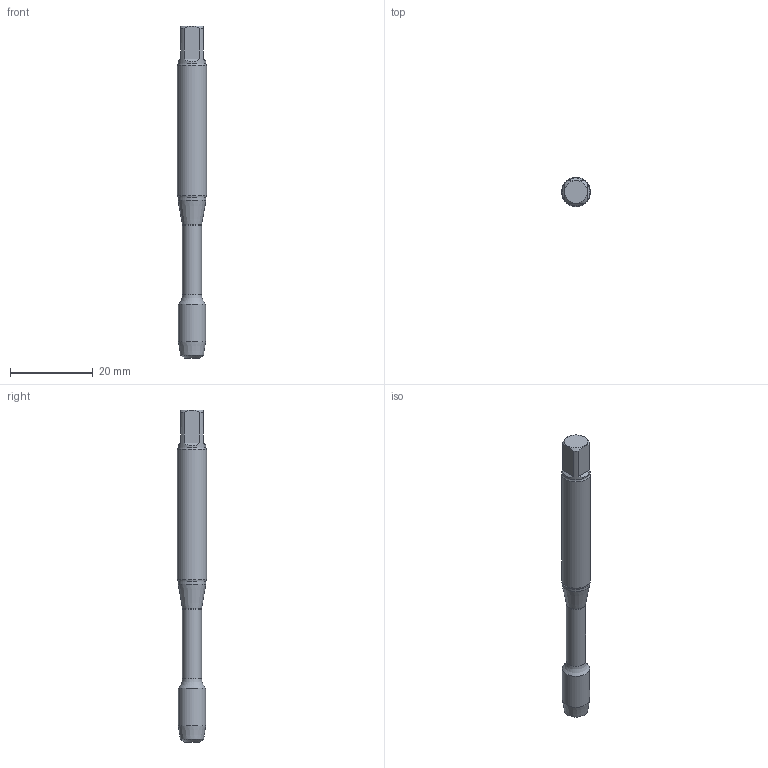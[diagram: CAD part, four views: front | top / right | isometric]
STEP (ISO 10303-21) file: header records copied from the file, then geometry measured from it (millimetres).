
FILE_DESCRIPTION(/* description */ (''),/* implementation_level */ '2;1');
FILE_NAME(/* name */ 'T33-FSN08C03-1(4-20-22R.stp',/* time_stamp */ '2022-04-01T09:08:31+02:00',/* author */ (''),/* organization */ (''),/* preprocessor_version */ 'ST-DEVELOPER v18.1',/* originating_system */ 'SIEMENS PLM Software NX 2000',/* authorisation */ '');
FILE_SCHEMA (('AUTOMOTIVE_DESIGN { 1 0 10303 214 3 1 1 1 }'));
Length unit declared in the file: millimetre
Products named in the file (1): AGU3A5C27BFnc22
Bounding box: 7 x 7 x 80 mm (x, y, z)
Volume: 2423.5 mm3; surface area: 1673.2 mm2
Topology: 2 solids, 2 shells, 28 faces, 63 edges, 43 vertices
Faces by surface type: plane 12, cone 7, cylinder 5, torus 4
Full cylindrical faces by diameter (mm): 4.6 x1, 6.574 x1, 6.7 x2, 7 x1
Entity records: 800 total; most frequent: CARTESIAN_POINT 169, DIRECTION 126, ORIENTED_EDGE 90, AXIS2_PLACEMENT_3D 57, EDGE_CURVE 45, EDGE_LOOP 40, VERTEX_POINT 33, ADVANCED_FACE 28
